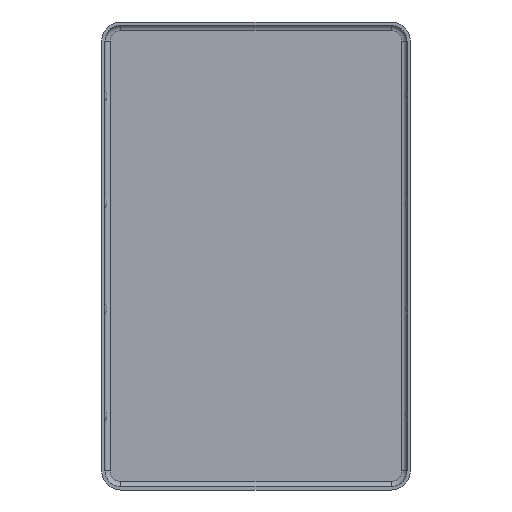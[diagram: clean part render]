
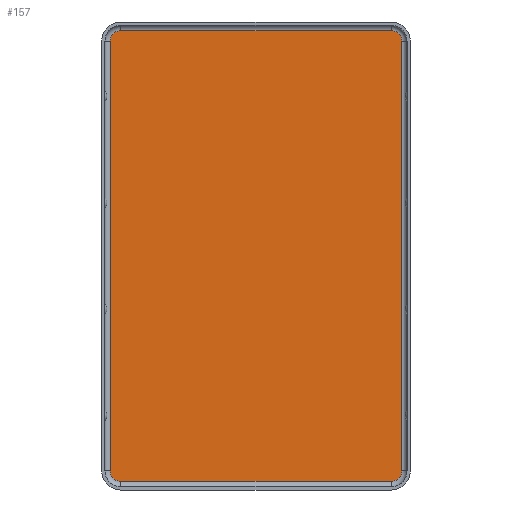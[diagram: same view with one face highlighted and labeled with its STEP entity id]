
A CAD part, front view. The second image highlights one B-rep face of the part: STEP entity #157.
In plain terms, the highlighted planar face has unit normal (0, -1, 0).
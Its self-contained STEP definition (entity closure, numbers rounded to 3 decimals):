
#157 = ADVANCED_FACE( 'NONE', ( #330 ), #331, .T. );
#330 = FACE_OUTER_BOUND( '', #507, .T. );
#331 = PLANE( '', #508 );
#507 = EDGE_LOOP( '', ( #862, #863, #864, #865, #866, #867, #868, #869 ) );
#508 = AXIS2_PLACEMENT_3D( '', #870, #871, #872 );
#862 = ORIENTED_EDGE( '', *, *, #1068, .F. );
#863 = ORIENTED_EDGE( '', *, *, #1061, .F. );
#864 = ORIENTED_EDGE( '', *, *, #1000, .F. );
#865 = ORIENTED_EDGE( '', *, *, #1050, .T. );
#866 = ORIENTED_EDGE( '', *, *, #1017, .T. );
#867 = ORIENTED_EDGE( '', *, *, #1066, .F. );
#868 = ORIENTED_EDGE( '', *, *, #1047, .T. );
#869 = ORIENTED_EDGE( '', *, *, #1025, .T. );
#870 = CARTESIAN_POINT( '', ( 12.7, 0., -20.2 ) );
#871 = DIRECTION( '', ( 0., -1., 0. ) );
#872 = DIRECTION( '', ( 0., 0., -1. ) );
#1000 = EDGE_CURVE( 'NONE', #1186, #1188, #1189, .T. );
#1017 = EDGE_CURVE( 'NONE', #1213, #1211, #1214, .T. );
#1025 = EDGE_CURVE( 'NONE', #1225, #1223, #1226, .T. );
#1047 = EDGE_CURVE( 'NONE', #1254, #1225, #1255, .T. );
#1050 = EDGE_CURVE( 'NONE', #1186, #1213, #1258, .T. );
#1061 = EDGE_CURVE( 'NONE', #1188, #1270, #1271, .T. );
#1066 = EDGE_CURVE( 'NONE', #1254, #1211, #1276, .T. );
#1068 = EDGE_CURVE( 'NONE', #1270, #1223, #1278, .T. );
#1186 = VERTEX_POINT( 'NONE', #1421 );
#1188 = VERTEX_POINT( 'NONE', #1423 );
#1189 = LINE( '', #1424, #1425 );
#1211 = VERTEX_POINT( 'NONE', #1453 );
#1213 = VERTEX_POINT( 'NONE', #1455 );
#1214 = LINE( '', #1456, #1457 );
#1223 = VERTEX_POINT( 'NONE', #1466 );
#1225 = VERTEX_POINT( 'NONE', #1468 );
#1226 = CIRCLE( '', #1469, 1. );
#1254 = VERTEX_POINT( 'NONE', #1502 );
#1255 = LINE( '', #1503, #1504 );
#1258 = CIRCLE( '', #1507, 1. );
#1270 = VERTEX_POINT( 'NONE', #1520 );
#1271 = CIRCLE( '', #1521, 1. );
#1276 = CIRCLE( '', #1526, 1. );
#1278 = LINE( '', #1528, #1529 );
#1421 = CARTESIAN_POINT( '', ( 13.7, 0., 20.2 ) );
#1423 = CARTESIAN_POINT( '', ( 13.7, 0., -20.2 ) );
#1424 = CARTESIAN_POINT( '', ( 13.7, 0., 0. ) );
#1425 = VECTOR( '', #1642, 1000. );
#1453 = CARTESIAN_POINT( '', ( -12.7, 0., 21.2 ) );
#1455 = CARTESIAN_POINT( '', ( 12.7, 0., 21.2 ) );
#1456 = CARTESIAN_POINT( '', ( 12.7, 0., 21.2 ) );
#1457 = VECTOR( '', #1667, 1000. );
#1466 = CARTESIAN_POINT( '', ( -12.7, 0., -21.2 ) );
#1468 = CARTESIAN_POINT( '', ( -13.7, 0., -20.2 ) );
#1469 = AXIS2_PLACEMENT_3D( '', #1680, #1681, #1682 );
#1502 = CARTESIAN_POINT( '', ( -13.7, 0., 20.2 ) );
#1503 = CARTESIAN_POINT( '', ( -13.7, 0., 0. ) );
#1504 = VECTOR( '', #1712, 1000. );
#1507 = AXIS2_PLACEMENT_3D( '', #1716, #1717, #1718 );
#1520 = CARTESIAN_POINT( '', ( 12.7, 0., -21.2 ) );
#1521 = AXIS2_PLACEMENT_3D( '', #1732, #1733, #1734 );
#1526 = AXIS2_PLACEMENT_3D( '', #1741, #1742, #1743 );
#1528 = CARTESIAN_POINT( '', ( 12.7, 0., -21.2 ) );
#1529 = VECTOR( '', #1744, 1000. );
#1642 = DIRECTION( '', ( 0., 0., -1. ) );
#1667 = DIRECTION( '', ( -1., 0., 0. ) );
#1680 = CARTESIAN_POINT( '', ( -12.7, 0., -20.2 ) );
#1681 = DIRECTION( '', ( 0., -1., 0. ) );
#1682 = DIRECTION( '', ( 0., 0., 1. ) );
#1712 = DIRECTION( '', ( 0., 0., -1. ) );
#1716 = CARTESIAN_POINT( '', ( 12.7, 0., 20.2 ) );
#1717 = DIRECTION( '', ( 0., -1., 0. ) );
#1718 = DIRECTION( '', ( 0., 0., -1. ) );
#1732 = CARTESIAN_POINT( '', ( 12.7, 0., -20.2 ) );
#1733 = DIRECTION( '', ( 0., 1., 0. ) );
#1734 = DIRECTION( '', ( 0., 0., 1. ) );
#1741 = CARTESIAN_POINT( '', ( -12.7, 0., 20.2 ) );
#1742 = DIRECTION( '', ( 0., 1., 0. ) );
#1743 = DIRECTION( '', ( 0., 0., -1. ) );
#1744 = DIRECTION( '', ( -1., 0., 0. ) );
